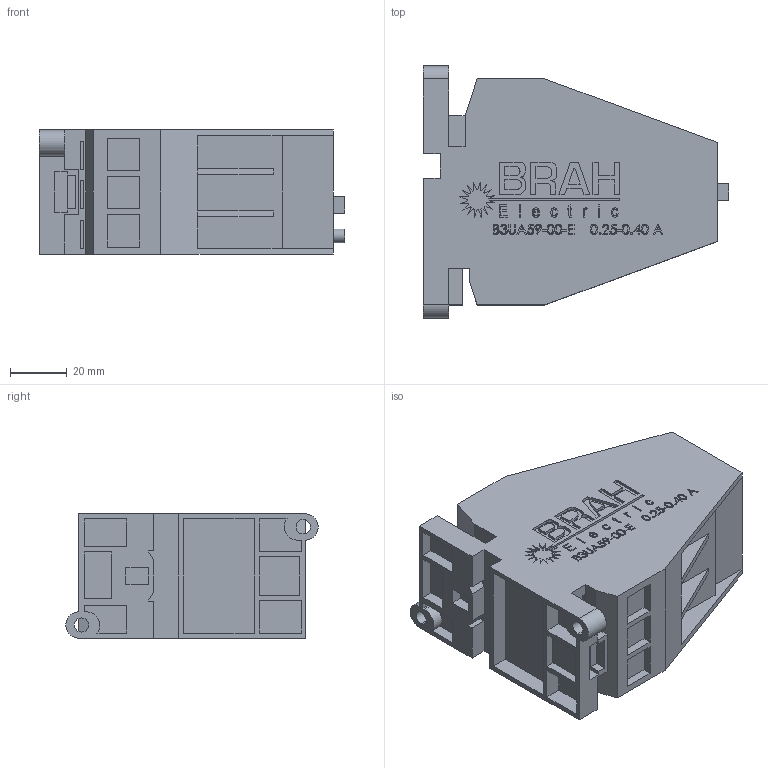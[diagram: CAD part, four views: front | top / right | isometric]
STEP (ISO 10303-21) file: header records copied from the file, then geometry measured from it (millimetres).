
FILE_DESCRIPTION (( 'STEP AP214' ), '1' );
FILE_NAME ('B3UA59-00-0E.STEP', '2014-02-25T08:21:21', ( '' ), ( '' ), 'SwSTEP 2.0', 'SolidWorks 2013', '' );
FILE_SCHEMA (( 'AUTOMOTIVE_DESIGN' ));
Length unit declared in the file: millimetre
Products named in the file (3): B3UA59-00-0E; oval head_ai
Assembly tree (11 placements, depth 2):
  B3UA59-00-0E
    B3UA59-00-0E
    oval head_ai  x10
Bounding box: 108 x 89.3 x 44 mm (x, y, z)
Volume: 257715.6 mm3; surface area: 41629.6 mm2
Topology: 11 solids, 11 shells, 982 faces, 2508 edges, 1634 vertices
Faces by surface type: plane 690, bspline 149, cylinder 83, sphere 40, cone 20
Entity records: 31116 total; most frequent: CARTESIAN_POINT 13913, ORIENTED_EDGE 3792, DIRECTION 2936, EDGE_CURVE 1896, VECTOR 1442, LINE 1442, VERTEX_POINT 1256, EDGE_LOOP 820
